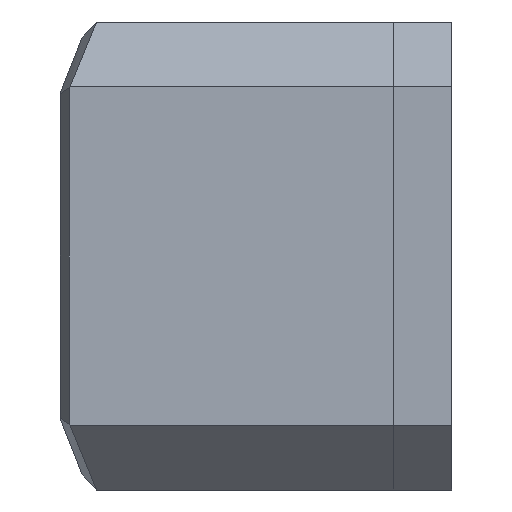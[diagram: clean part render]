
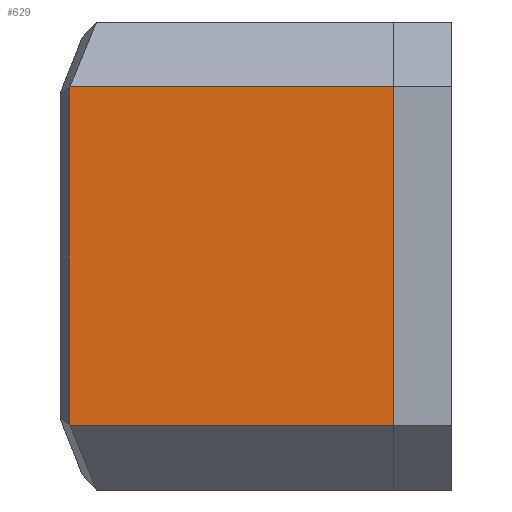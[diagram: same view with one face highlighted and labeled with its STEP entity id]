
A CAD part, left-side view. The second image highlights one B-rep face of the part: STEP entity #629.
In plain terms, the highlighted planar face has unit normal (-1, 0, 0).
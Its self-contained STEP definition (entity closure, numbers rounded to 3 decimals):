
#41=B_SPLINE_CURVE_WITH_KNOTS('',3,(#1011,#1012,#1013,#1014),
 .UNSPECIFIED.,.F.,.F.,(4,4),(0.,1.),.UNSPECIFIED.);
#42=B_SPLINE_CURVE_WITH_KNOTS('',3,(#1018,#1019,#1020,#1021),
 .UNSPECIFIED.,.F.,.F.,(4,4),(0.,1.),.UNSPECIFIED.);
#92=LINE('',#943,#138);
#106=LINE('',#1008,#152);
#108=LINE('',#1016,#154);
#109=LINE('',#1023,#155);
#138=VECTOR('',#771,1000.);
#152=VECTOR('',#797,1000.);
#154=VECTOR('',#801,1000.);
#155=VECTOR('',#802,1000.);
#242=ORIENTED_EDGE('',*,*,#392,.T.);
#243=ORIENTED_EDGE('',*,*,#394,.T.);
#244=ORIENTED_EDGE('',*,*,#395,.T.);
#245=ORIENTED_EDGE('',*,*,#396,.T.);
#246=ORIENTED_EDGE('',*,*,#397,.T.);
#247=ORIENTED_EDGE('',*,*,#370,.F.);
#370=EDGE_CURVE('',#452,#453,#92,.T.);
#392=EDGE_CURVE('',#452,#469,#106,.T.);
#394=EDGE_CURVE('',#469,#470,#41,.T.);
#395=EDGE_CURVE('',#470,#471,#108,.T.);
#396=EDGE_CURVE('',#471,#472,#42,.T.);
#397=EDGE_CURVE('',#472,#453,#109,.T.);
#452=VERTEX_POINT('',#942);
#453=VERTEX_POINT('',#944);
#469=VERTEX_POINT('',#1007);
#470=VERTEX_POINT('',#1015);
#471=VERTEX_POINT('',#1017);
#472=VERTEX_POINT('',#1022);
#519=EDGE_LOOP('',(#242,#243,#244,#245,#246,#247));
#564=FACE_BOUND('',#519,.T.);
#605=PLANE('',#686);
#629=ADVANCED_FACE('',(#564),#605,.T.);
#686=AXIS2_PLACEMENT_3D('',#1010,#799,#800);
#771=DIRECTION('',(0.,0.,-1.));
#797=DIRECTION('',(0.,1.,0.));
#799=DIRECTION('',(-1.,0.,0.));
#800=DIRECTION('',(0.,0.,1.));
#801=DIRECTION('',(0.,0.,-1.));
#802=DIRECTION('',(0.,-1.,0.));
#942=CARTESIAN_POINT('',(-6.,-22.1,20.4));
#943=CARTESIAN_POINT('',(-6.,-22.1,13.9));
#944=CARTESIAN_POINT('',(-6.,-22.1,9.9));
#1007=CARTESIAN_POINT('',(-6.,-12.069,20.4));
#1008=CARTESIAN_POINT('',(-6.,-17.442,20.4));
#1010=CARTESIAN_POINT('',(-6.,-17.442,13.9));
#1011=CARTESIAN_POINT('',(-6.,-12.069,20.4));
#1012=CARTESIAN_POINT('',(-6.,-12.061,20.389));
#1013=CARTESIAN_POINT('',(-6.,-12.052,20.379));
#1014=CARTESIAN_POINT('',(-6.,-12.043,20.368));
#1015=CARTESIAN_POINT('',(-6.,-12.043,20.368));
#1016=CARTESIAN_POINT('',(-6.,-12.043,13.9));
#1017=CARTESIAN_POINT('',(-6.,-12.043,9.932));
#1018=CARTESIAN_POINT('',(-6.,-12.043,9.932));
#1019=CARTESIAN_POINT('',(-6.,-12.052,9.921));
#1020=CARTESIAN_POINT('',(-6.,-12.061,9.911));
#1021=CARTESIAN_POINT('',(-6.,-12.069,9.9));
#1022=CARTESIAN_POINT('',(-6.,-12.069,9.9));
#1023=CARTESIAN_POINT('',(-6.,-15.7,9.9));
